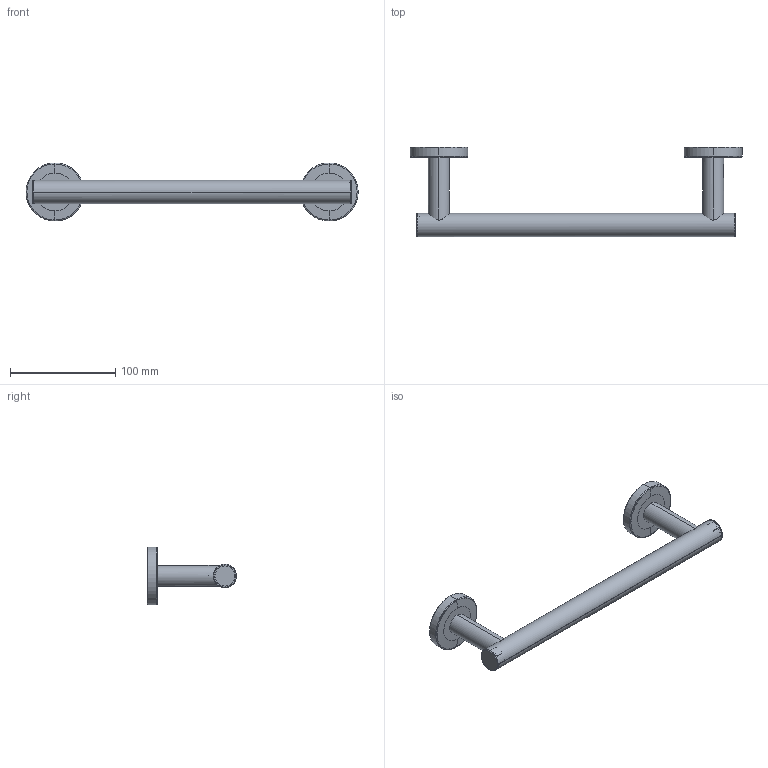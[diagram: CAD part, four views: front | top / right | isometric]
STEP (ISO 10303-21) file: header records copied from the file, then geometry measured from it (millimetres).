
FILE_DESCRIPTION(/* description */ (''),/* implementation_level */ '2;1');
FILE_NAME(/* name */ 'STEP - A817914..R_15067',/* time_stamp */ '2024-10-24T11:51:09+11:00',/* author */ (''),/* organization */ (''),/* preprocessor_version */ 'ST-DEVELOPER v16.5',/* originating_system */ 'Rhino 7.37',/* authorisation */ '');
FILE_SCHEMA (('CONFIG_CONTROL_DESIGN'));
Length unit declared in the file: millimetre
Products named in the file (1): Document
Bounding box: 314.91 x 84.63 x 55 mm (x, y, z)
Volume: 65858.4 mm3; surface area: 88593 mm2
Topology: 13 solids, 13 shells, 647 faces, 1624 edges, 1010 vertices
Faces by surface type: cylinder 265, bspline 228, plane 154
Entity records: 31848 total; most frequent: CARTESIAN_POINT 21760, ORIENTED_EDGE 3212, EDGE_CURVE 1606, VERTEX_POINT 1010, B_SPLINE_CURVE_WITH_KNOTS 792, EDGE_LOOP 706, ADVANCED_FACE 647, FACE_OUTER_BOUND 647
